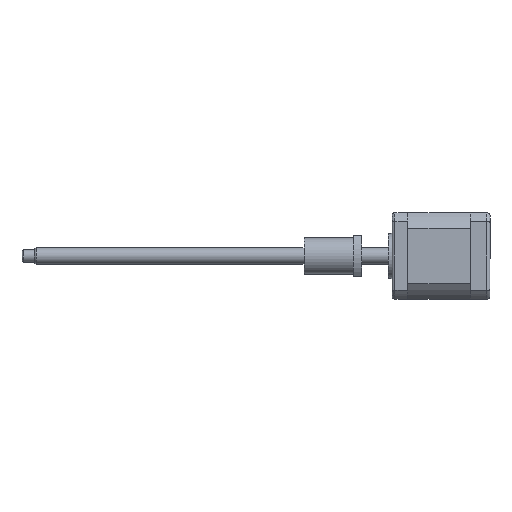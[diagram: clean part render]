
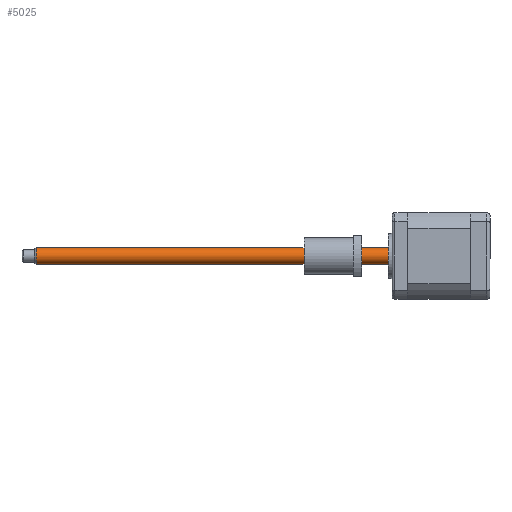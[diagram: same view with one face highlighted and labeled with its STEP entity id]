
A CAD part, left-side view. The second image highlights one B-rep face of the part: STEP entity #5025.
In plain terms, the highlighted cylindrical face has radius 4 mm (diameter 8 mm), a partial arc.
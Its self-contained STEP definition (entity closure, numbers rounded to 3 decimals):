
#115 = LINE ( 'NONE', #7106, #234 ) ;
#234 = VECTOR ( 'NONE', #6357, 1000. ) ;
#258 = CARTESIAN_POINT ( 'NONE',  ( -5.382, 22.093, 20.581 ) ) ;
#569 = AXIS2_PLACEMENT_3D ( 'NONE', #2043, #2816, #3595 ) ;
#850 = VECTOR ( 'NONE', #3586, 1000. ) ;
#1429 = ORIENTED_EDGE ( 'NONE', *, *, #8865, .F. ) ;
#1529 = VERTEX_POINT ( 'NONE', #7380 ) ;
#1981 = ORIENTED_EDGE ( 'NONE', *, *, #3013, .T. ) ;
#2043 = CARTESIAN_POINT ( 'NONE',  ( -4.709, 197.093, 16.638 ) ) ;
#2150 = ORIENTED_EDGE ( 'NONE', *, *, #5807, .T. ) ;
#2702 = DIRECTION ( 'NONE',  ( 0.168, 0., -0.986 ) ) ;
#2816 = DIRECTION ( 'NONE',  ( 0., -1., 0. ) ) ;
#3013 = EDGE_CURVE ( 'NONE', #8458, #7155, #4740, .T. ) ;
#3586 = DIRECTION ( 'NONE',  ( 0., -1., 0. ) ) ;
#3595 = DIRECTION ( 'NONE',  ( 0.168, 0., -0.986 ) ) ;
#3879 = DIRECTION ( 'NONE',  ( 0., -1., 0. ) ) ;
#3890 = CIRCLE ( 'NONE', #8052, 4. ) ;
#4012 = VERTEX_POINT ( 'NONE', #258 ) ;
#4740 = LINE ( 'NONE', #5077, #850 ) ;
#5025 = ADVANCED_FACE ( 'NONE', ( #6722 ), #7432, .T. ) ;
#5077 = CARTESIAN_POINT ( 'NONE',  ( -4.036, 197.093, 12.695 ) ) ;
#5622 = CARTESIAN_POINT ( 'NONE',  ( -4.036, 22.093, 12.695 ) ) ;
#5807 = EDGE_CURVE ( 'NONE', #1529, #8458, #7408, .T. ) ;
#6357 = DIRECTION ( 'NONE',  ( 0., -1., 0. ) ) ;
#6722 = FACE_OUTER_BOUND ( 'NONE', #9063, .T. ) ;
#7079 = CARTESIAN_POINT ( 'NONE',  ( -4.709, 196.093, 16.638 ) ) ;
#7106 = CARTESIAN_POINT ( 'NONE',  ( -5.382, 197.093, 20.581 ) ) ;
#7155 = VERTEX_POINT ( 'NONE', #5622 ) ;
#7290 = AXIS2_PLACEMENT_3D ( 'NONE', #7079, #3879, #9416 ) ;
#7380 = CARTESIAN_POINT ( 'NONE',  ( -5.382, 196.093, 20.581 ) ) ;
#7408 = CIRCLE ( 'NONE', #7290, 4. ) ;
#7432 = CYLINDRICAL_SURFACE ( 'NONE', #569, 4. ) ;
#8052 = AXIS2_PLACEMENT_3D ( 'NONE', #9680, #8805, #2702 ) ;
#8152 = ORIENTED_EDGE ( 'NONE', *, *, #9890, .F. ) ;
#8458 = VERTEX_POINT ( 'NONE', #9751 ) ;
#8805 = DIRECTION ( 'NONE',  ( 0., -1., 0. ) ) ;
#8865 = EDGE_CURVE ( 'NONE', #4012, #7155, #3890, .T. ) ;
#9063 = EDGE_LOOP ( 'NONE', ( #8152, #2150, #1981, #1429 ) ) ;
#9416 = DIRECTION ( 'NONE',  ( -0.168, 0., 0.986 ) ) ;
#9680 = CARTESIAN_POINT ( 'NONE',  ( -4.709, 22.093, 16.638 ) ) ;
#9751 = CARTESIAN_POINT ( 'NONE',  ( -4.036, 196.093, 12.695 ) ) ;
#9890 = EDGE_CURVE ( 'NONE', #1529, #4012, #115, .T. ) ;
